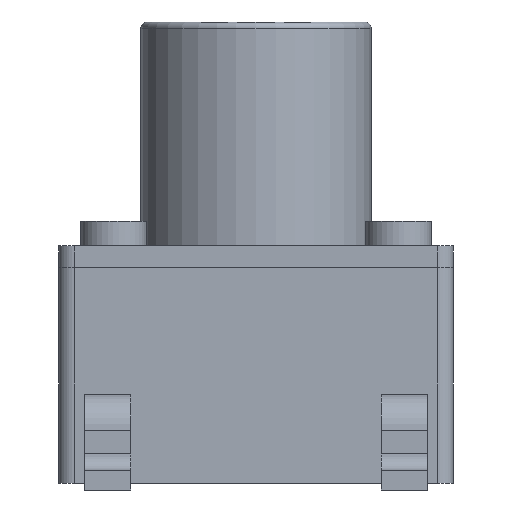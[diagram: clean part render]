
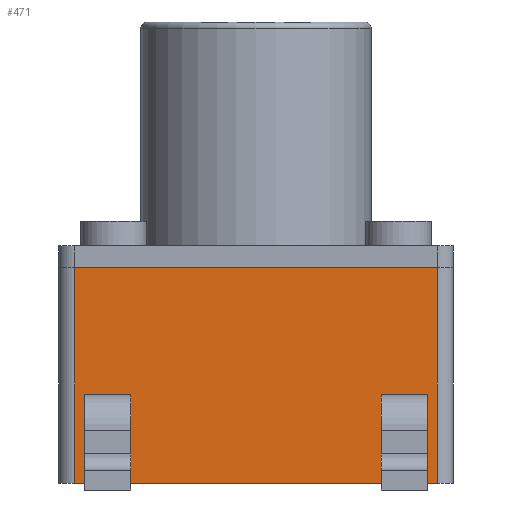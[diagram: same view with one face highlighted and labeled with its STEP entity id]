
A CAD part, front view. The second image highlights one B-rep face of the part: STEP entity #471.
In plain terms, the highlighted planar face has unit normal (0, -1, 0).
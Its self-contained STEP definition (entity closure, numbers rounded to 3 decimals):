
#380=CARTESIAN_POINT('',(2.75,-3.0,0.1));
#381=VERTEX_POINT('',#380);
#389=CARTESIAN_POINT('',(-2.75,-3.0,0.1));
#390=VERTEX_POINT('',#389);
#391=CARTESIAN_POINT('',(-2.75,-3.0,0.1));
#392=DIRECTION('',(1.0,0.0,0.0));
#393=VECTOR('',#392,5.5);
#394=LINE('',#391,#393);
#395=EDGE_CURVE('',#390,#381,#394,.T.);
#441=CARTESIAN_POINT('',(-2.75,-3.0,3.68));
#442=DIRECTION('',(0.0,-1.0,0.0));
#443=DIRECTION('',(0.0,0.0,-1.0));
#444=AXIS2_PLACEMENT_3D('',#441,#442,#443);
#445=PLANE('',#444);
#446=ORIENTED_EDGE('',*,*,#395,.T.);
#447=CARTESIAN_POINT('',(2.75,-3.0,3.38));
#448=VERTEX_POINT('',#447);
#449=CARTESIAN_POINT('',(2.75,-3.0,3.38));
#450=DIRECTION('',(0.0,0.0,-1.0));
#451=VECTOR('',#450,3.28);
#452=LINE('',#449,#451);
#453=EDGE_CURVE('',#448,#381,#452,.T.);
#454=ORIENTED_EDGE('',*,*,#453,.F.);
#455=CARTESIAN_POINT('',(-2.75,-3.0,3.38));
#456=VERTEX_POINT('',#455);
#457=CARTESIAN_POINT('',(-2.75,-3.0,3.38));
#458=DIRECTION('',(1.0,0.0,0.0));
#459=VECTOR('',#458,5.5);
#460=LINE('',#457,#459);
#461=EDGE_CURVE('',#456,#448,#460,.T.);
#462=ORIENTED_EDGE('',*,*,#461,.F.);
#463=CARTESIAN_POINT('',(-2.75,-3.0,3.38));
#464=DIRECTION('',(0.0,0.0,-1.0));
#465=VECTOR('',#464,3.28);
#466=LINE('',#463,#465);
#467=EDGE_CURVE('',#456,#390,#466,.T.);
#468=ORIENTED_EDGE('',*,*,#467,.T.);
#469=EDGE_LOOP('',(#446,#454,#462,#468));
#470=FACE_OUTER_BOUND('',#469,.T.);
#471=ADVANCED_FACE('',(#470),#445,.T.);
